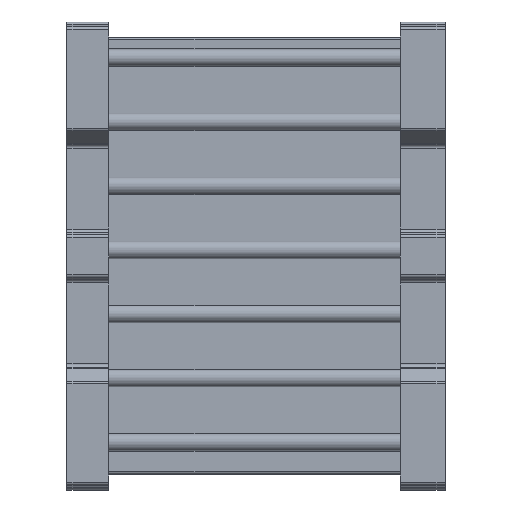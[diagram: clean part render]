
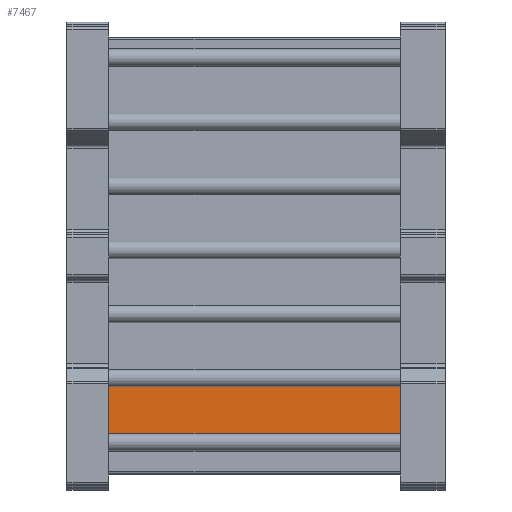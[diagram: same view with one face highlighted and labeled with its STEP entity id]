
A CAD part, front view. The second image highlights one B-rep face of the part: STEP entity #7467.
In plain terms, the highlighted planar face has unit normal (0, -1, 0).
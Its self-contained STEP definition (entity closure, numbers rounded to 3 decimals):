
#81 = DIRECTION ( 'NONE',  ( 0., 1., 0. ) ) ;
#102 = VECTOR ( 'NONE', #37082, 1000. ) ;
#354 = DIRECTION ( 'NONE',  ( 0., 0., 1. ) ) ;
#1167 = CARTESIAN_POINT ( 'NONE',  ( -6.53, -20.4, -18.752 ) ) ;
#1372 = VERTEX_POINT ( 'NONE', #27031 ) ;
#1953 = EDGE_CURVE ( 'NONE', #50585, #26564, #12959, .T. ) ;
#3901 = ORIENTED_EDGE ( 'NONE', *, *, #1953, .F. ) ;
#5097 = CARTESIAN_POINT ( 'NONE',  ( -6.53, -20.4, -26.344 ) ) ;
#6229 = DIRECTION ( 'NONE',  ( 0., 0., 1. ) ) ;
#7467 = ADVANCED_FACE ( 'NONE', ( #51728 ), #12647, .F. ) ;
#7510 = LINE ( 'NONE', #12542, #33274 ) ;
#8690 = CARTESIAN_POINT ( 'NONE',  ( -6.53, -20.4, 0. ) ) ;
#8717 = DIRECTION ( 'NONE',  ( 1., 0., 0. ) ) ;
#8726 = CARTESIAN_POINT ( 'NONE',  ( -49.16, -20.4, -18.349 ) ) ;
#8774 = CARTESIAN_POINT ( 'NONE',  ( -49.16, -20.4, -18.349 ) ) ;
#9371 = CARTESIAN_POINT ( 'NONE',  ( -49.16, -20.4, -18.349 ) ) ;
#11235 = DIRECTION ( 'NONE',  ( 1., 0., 0. ) ) ;
#11511 = CARTESIAN_POINT ( 'NONE',  ( -49.16, -20.4, -26.73 ) ) ;
#12542 = CARTESIAN_POINT ( 'NONE',  ( -6.53, -20.4, -18.349 ) ) ;
#12647 = PLANE ( 'NONE',  #54539 ) ;
#12959 = LINE ( 'NONE', #8774, #17780 ) ;
#14205 = CARTESIAN_POINT ( 'NONE',  ( -6.53, -20.4, -18.349 ) ) ;
#15579 = VECTOR ( 'NONE', #8717, 1000. ) ;
#16255 = EDGE_CURVE ( 'NONE', #51775, #51558, #7510, .T. ) ;
#16526 = ORIENTED_EDGE ( 'NONE', *, *, #38322, .F. ) ;
#16827 = LINE ( 'NONE', #33857, #15579 ) ;
#17072 = DIRECTION ( 'NONE',  ( 0., 0., 1. ) ) ;
#17780 = VECTOR ( 'NONE', #28894, 1000. ) ;
#18379 = LINE ( 'NONE', #14205, #40784 ) ;
#18697 = EDGE_CURVE ( 'NONE', #50668, #43586, #18379, .T. ) ;
#18779 = ORIENTED_EDGE ( 'NONE', *, *, #54017, .T. ) ;
#20981 = VECTOR ( 'NONE', #11235, 1000. ) ;
#21713 = VERTEX_POINT ( 'NONE', #53246 ) ;
#22092 = ORIENTED_EDGE ( 'NONE', *, *, #16255, .T. ) ;
#24819 = DIRECTION ( 'NONE',  ( 0., 0., 1. ) ) ;
#25443 = LINE ( 'NONE', #8690, #40645 ) ;
#26466 = EDGE_LOOP ( 'NONE', ( #27347, #18779, #22092, #46518, #3901, #16526, #45081, #31224 ) ) ;
#26564 = VERTEX_POINT ( 'NONE', #26669 ) ;
#26669 = CARTESIAN_POINT ( 'NONE',  ( -49.16, -20.4, -18.349 ) ) ;
#27031 = CARTESIAN_POINT ( 'NONE',  ( -49.16, -20.4, -26.73 ) ) ;
#27347 = ORIENTED_EDGE ( 'NONE', *, *, #18697, .T. ) ;
#28894 = DIRECTION ( 'NONE',  ( 0., 0., 1. ) ) ;
#29099 = CARTESIAN_POINT ( 'NONE',  ( -49.16, -20.4, -18.752 ) ) ;
#30915 = EDGE_CURVE ( 'NONE', #26564, #51558, #16827, .T. ) ;
#31033 = CARTESIAN_POINT ( 'NONE',  ( -6.53, -20.4, -26.73 ) ) ;
#31224 = ORIENTED_EDGE ( 'NONE', *, *, #53904, .T. ) ;
#33274 = VECTOR ( 'NONE', #24819, 1000. ) ;
#33857 = CARTESIAN_POINT ( 'NONE',  ( -49.16, -20.4, -18.349 ) ) ;
#37082 = DIRECTION ( 'NONE',  ( 0., 0., 1. ) ) ;
#38322 = EDGE_CURVE ( 'NONE', #21713, #50585, #44498, .T. ) ;
#40645 = VECTOR ( 'NONE', #17072, 1000. ) ;
#40784 = VECTOR ( 'NONE', #47718, 1000. ) ;
#41269 = LINE ( 'NONE', #44917, #102 ) ;
#41667 = LINE ( 'NONE', #11511, #20981 ) ;
#43586 = VERTEX_POINT ( 'NONE', #5097 ) ;
#44498 = LINE ( 'NONE', #9371, #44729 ) ;
#44729 = VECTOR ( 'NONE', #6229, 1000. ) ;
#44917 = CARTESIAN_POINT ( 'NONE',  ( -49.16, -20.4, -18.349 ) ) ;
#45081 = ORIENTED_EDGE ( 'NONE', *, *, #51232, .F. ) ;
#46518 = ORIENTED_EDGE ( 'NONE', *, *, #30915, .F. ) ;
#47718 = DIRECTION ( 'NONE',  ( 0., 0., 1. ) ) ;
#50585 = VERTEX_POINT ( 'NONE', #29099 ) ;
#50668 = VERTEX_POINT ( 'NONE', #31033 ) ;
#51232 = EDGE_CURVE ( 'NONE', #1372, #21713, #41269, .T. ) ;
#51558 = VERTEX_POINT ( 'NONE', #54256 ) ;
#51728 = FACE_OUTER_BOUND ( 'NONE', #26466, .T. ) ;
#51775 = VERTEX_POINT ( 'NONE', #1167 ) ;
#53246 = CARTESIAN_POINT ( 'NONE',  ( -49.16, -20.4, -26.344 ) ) ;
#53904 = EDGE_CURVE ( 'NONE', #1372, #50668, #41667, .T. ) ;
#54017 = EDGE_CURVE ( 'NONE', #43586, #51775, #25443, .T. ) ;
#54256 = CARTESIAN_POINT ( 'NONE',  ( -6.53, -20.4, -18.349 ) ) ;
#54539 = AXIS2_PLACEMENT_3D ( 'NONE', #8726, #81, #354 ) ;
